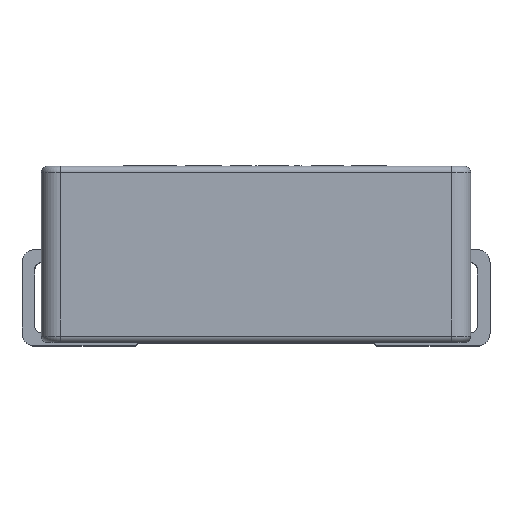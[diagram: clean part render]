
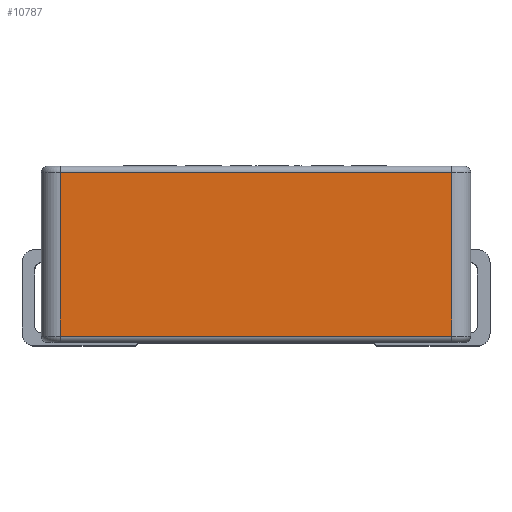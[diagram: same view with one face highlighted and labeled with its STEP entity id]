
A CAD part, top view. The second image highlights one B-rep face of the part: STEP entity #10787.
In plain terms, the highlighted face is planar.
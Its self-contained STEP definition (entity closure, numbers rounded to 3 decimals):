
#238 = AXIS2_PLACEMENT_3D ( 'NONE', #2901, #9291, #6128 ) ;
#614 = ORIENTED_EDGE ( 'NONE', *, *, #3938, .T. ) ;
#1334 = EDGE_LOOP ( 'NONE', ( #2994, #2671, #614, #9336 ) ) ;
#1576 = EDGE_CURVE ( 'NONE', #10538, #1903, #12965, .T. ) ;
#1726 = CARTESIAN_POINT ( 'NONE',  ( -3.05, -3.3, -1.2 ) ) ;
#1903 = VERTEX_POINT ( 'NONE', #9499 ) ;
#2336 = CARTESIAN_POINT ( 'NONE',  ( 3.05, -3.3, -1.2 ) ) ;
#2671 = ORIENTED_EDGE ( 'NONE', *, *, #11052, .T. ) ;
#2862 = LINE ( 'NONE', #7243, #7934 ) ;
#2901 = CARTESIAN_POINT ( 'NONE',  ( 3.05, -3.3, -1.3 ) ) ;
#2966 = VECTOR ( 'NONE', #7372, 1000. ) ;
#2994 = ORIENTED_EDGE ( 'NONE', *, *, #1576, .F. ) ;
#3938 = EDGE_CURVE ( 'NONE', #13578, #6966, #2862, .T. ) ;
#4035 = DIRECTION ( 'NONE',  ( -1., 0., 0. ) ) ;
#4086 = DIRECTION ( 'NONE',  ( 0., 0., 1. ) ) ;
#5786 = CARTESIAN_POINT ( 'NONE',  ( 3.05, -3.3, -1.2 ) ) ;
#6128 = DIRECTION ( 'NONE',  ( 1., 0., 0. ) ) ;
#6966 = VERTEX_POINT ( 'NONE', #10728 ) ;
#7243 = CARTESIAN_POINT ( 'NONE',  ( 3.05, -3.3, -1.3 ) ) ;
#7372 = DIRECTION ( 'NONE',  ( 0., 0., 1. ) ) ;
#7760 = VECTOR ( 'NONE', #11082, 1000. ) ;
#7934 = VECTOR ( 'NONE', #4086, 1000. ) ;
#8859 = LINE ( 'NONE', #2336, #7760 ) ;
#9291 = DIRECTION ( 'NONE',  ( 0., 1., 0. ) ) ;
#9336 = ORIENTED_EDGE ( 'NONE', *, *, #10330, .T. ) ;
#9487 = LINE ( 'NONE', #13877, #12377 ) ;
#9499 = CARTESIAN_POINT ( 'NONE',  ( -3.05, -3.3, 1.35 ) ) ;
#10330 = EDGE_CURVE ( 'NONE', #6966, #1903, #9487, .T. ) ;
#10538 = VERTEX_POINT ( 'NONE', #1726 ) ;
#10590 = CARTESIAN_POINT ( 'NONE',  ( -3.05, -3.3, -1.3 ) ) ;
#10728 = CARTESIAN_POINT ( 'NONE',  ( 3.05, -3.3, 1.35 ) ) ;
#10787 = ADVANCED_FACE ( 'NONE', ( #11516 ), #11445, .F. ) ;
#11052 = EDGE_CURVE ( 'NONE', #10538, #13578, #8859, .T. ) ;
#11082 = DIRECTION ( 'NONE',  ( 1., 0., 0. ) ) ;
#11445 = PLANE ( 'NONE',  #238 ) ;
#11516 = FACE_OUTER_BOUND ( 'NONE', #1334, .T. ) ;
#12377 = VECTOR ( 'NONE', #4035, 1000. ) ;
#12965 = LINE ( 'NONE', #10590, #2966 ) ;
#13578 = VERTEX_POINT ( 'NONE', #5786 ) ;
#13877 = CARTESIAN_POINT ( 'NONE',  ( 3.05, -3.3, 1.35 ) ) ;
